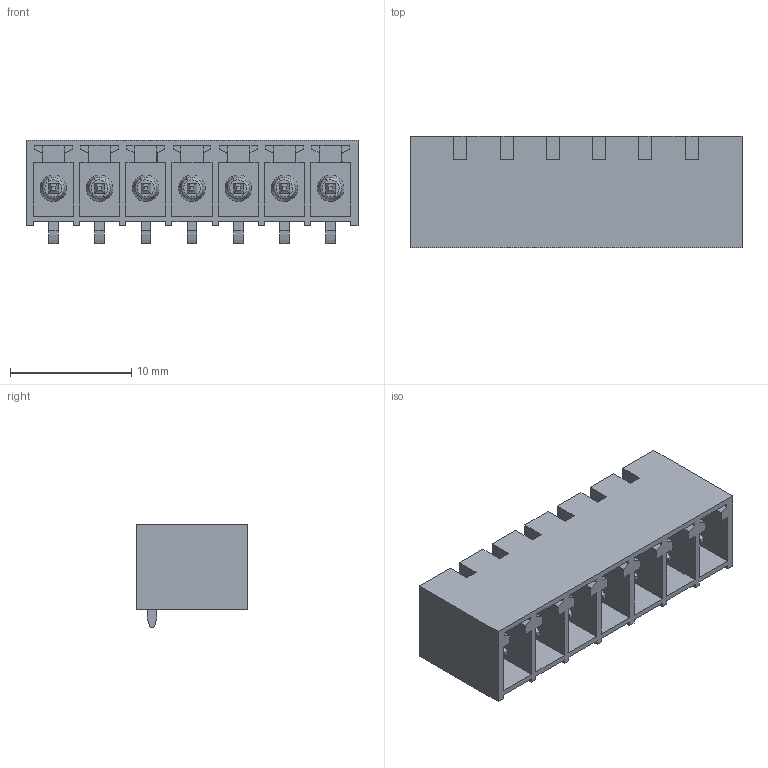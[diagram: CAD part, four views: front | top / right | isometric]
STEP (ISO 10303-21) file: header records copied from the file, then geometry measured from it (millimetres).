
FILE_DESCRIPTION(('CATIA V5 STEP Exchange','CAx-IF Rec.Pracs.--- Model Styling and Organization---1.2---2011-12-15'),'2;1');
FILE_NAME ('D1457680_0_1863190000_1863190000.stp','2018-10-12T05:18:00+00:00',('none'),('Weidmueller'),'CATIA Version 5-6 Release 2014','CATIA V5 STEP AP214','none');
FILE_SCHEMA(('AUTOMOTIVE_DESIGN { 1 0 10303 214 1 1 1 1 }'));
Length unit declared in the file: millimetre
Products named in the file (1): 1863190000
Bounding box: 27.36 x 9.2 x 8.57 mm (x, y, z)
Volume: 696.5 mm3; surface area: 2606.7 mm2
Topology: 8 solids, 8 shells, 515 faces, 1472 edges, 994 vertices
Faces by surface type: plane 391, cylinder 96, torus 14, cone 14
Entity records: 15318 total; most frequent: ORIENTED_EDGE 2944, CARTESIAN_POINT 2816, DIRECTION 1974, EDGE_CURVE 1472, VECTOR 1224, LINE 1224, VERTEX_POINT 994, EDGE_LOOP 550
